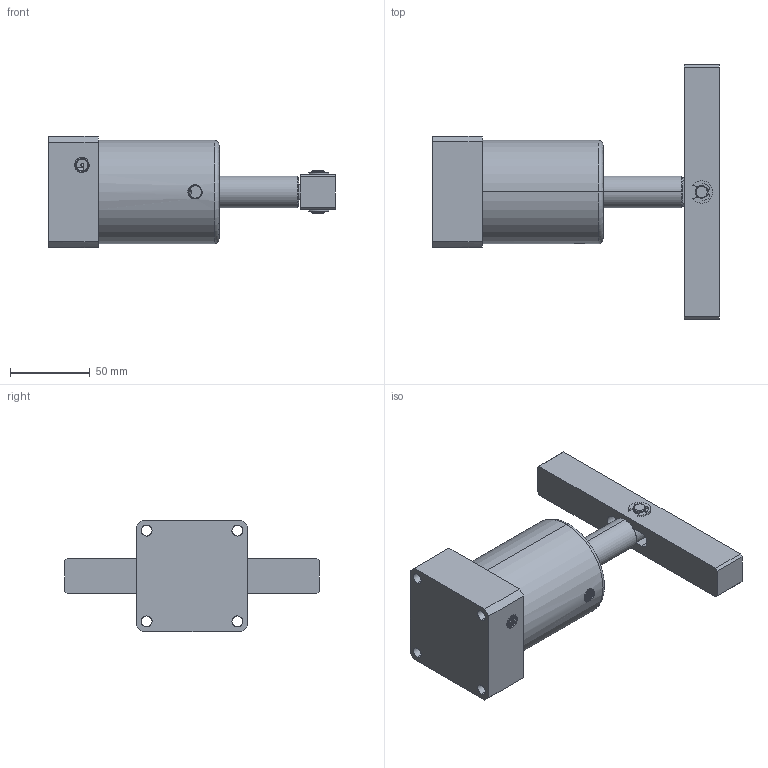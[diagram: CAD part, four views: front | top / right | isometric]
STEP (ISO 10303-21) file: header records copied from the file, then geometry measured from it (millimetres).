
FILE_DESCRIPTION (( 'STEP AP203' ), '1' );
FILE_NAME ('ASC-50D-E.STEP', '2019-05-16T02:23:26', ( 'User' ), ( 'china' ), 'SwSTEP 2.0', 'SolidWorks 2018', '' );
FILE_SCHEMA (( 'CONFIG_CONTROL_DESIGN' ));
Length unit declared in the file: millimetre
Products named in the file (6): ASC50D-E活塞杆; ASC-50DYB_1; ASC-50EBT; KKDC_1; 种隊_1; ASC-50D-E
Assembly tree (6 placements, depth 2):
  ASC-50D-E
    ASC-50EBT
    ASC50D-E活塞杆
    ASC-50DYB_1
    KKDC_1  x2
    种隊_1
Bounding box: 180 x 160 x 70 mm (x, y, z)
Volume: 395064.9 mm3; surface area: 80930.1 mm2
Topology: 6 solids, 6 shells, 191 faces, 534 edges, 365 vertices
Faces by surface type: cylinder 87, plane 56, cone 31, bspline 15, torus 2
Entity records: 18342 total; most frequent: CARTESIAN_POINT 13503, ORIENTED_EDGE 972, DIRECTION 718, EDGE_CURVE 486, VERTEX_POINT 333, AXIS2_PLACEMENT_3D 274, B_SPLINE_CURVE_WITH_KNOTS 209, EDGE_LOOP 201
